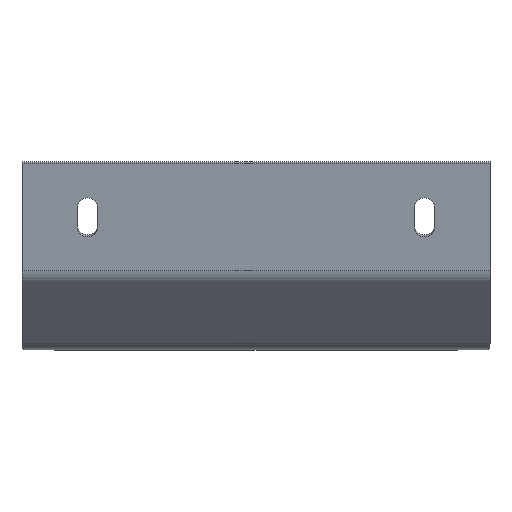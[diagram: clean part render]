
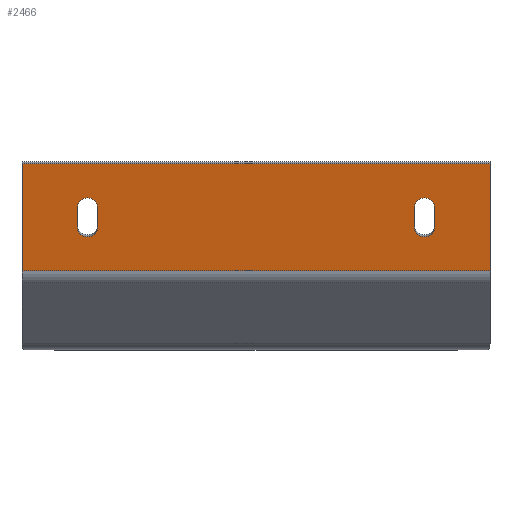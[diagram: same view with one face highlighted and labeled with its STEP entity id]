
A CAD part, top view. The second image highlights one B-rep face of the part: STEP entity #2466.
In plain terms, the highlighted planar face has unit normal (0, -0.174, 0.985).
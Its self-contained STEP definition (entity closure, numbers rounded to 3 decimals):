
#71=FACE_BOUND('',#446,.T.);
#72=FACE_BOUND('',#447,.T.);
#160=CIRCLE('',#2509,5.5);
#162=CIRCLE('',#2513,5.5);
#164=CIRCLE('',#2517,5.5);
#166=CIRCLE('',#2521,5.5);
#294=FACE_OUTER_BOUND('',#445,.T.);
#445=EDGE_LOOP('',(#2184,#2185,#2186,#2187));
#446=EDGE_LOOP('',(#2188,#2189,#2190,#2191));
#447=EDGE_LOOP('',(#2192,#2193,#2194,#2195));
#469=LINE('',#3140,#736);
#474=LINE('',#3153,#741);
#477=LINE('',#3164,#744);
#482=LINE('',#3177,#749);
#705=LINE('',#4213,#972);
#710=LINE('',#4224,#977);
#712=LINE('',#4227,#979);
#713=LINE('',#4229,#980);
#736=VECTOR('',#2631,10.);
#741=VECTOR('',#2644,10.);
#744=VECTOR('',#2655,10.);
#749=VECTOR('',#2668,10.);
#972=VECTOR('',#3053,10.);
#977=VECTOR('',#3062,10.);
#979=VECTOR('',#3066,10.);
#980=VECTOR('',#3069,10.);
#1003=VERTEX_POINT('',#3137);
#1004=VERTEX_POINT('',#3139);
#1006=VERTEX_POINT('',#3145);
#1008=VERTEX_POINT('',#3151);
#1011=VERTEX_POINT('',#3161);
#1012=VERTEX_POINT('',#3163);
#1014=VERTEX_POINT('',#3169);
#1016=VERTEX_POINT('',#3175);
#1212=VERTEX_POINT('',#4207);
#1214=VERTEX_POINT('',#4211);
#1217=VERTEX_POINT('',#4221);
#1218=VERTEX_POINT('',#4223);
#1231=EDGE_CURVE('',#1004,#1003,#469,.T.);
#1235=EDGE_CURVE('',#1003,#1006,#160,.T.);
#1238=EDGE_CURVE('',#1006,#1008,#474,.T.);
#1240=EDGE_CURVE('',#1008,#1004,#162,.T.);
#1243=EDGE_CURVE('',#1012,#1011,#477,.T.);
#1247=EDGE_CURVE('',#1011,#1014,#164,.T.);
#1250=EDGE_CURVE('',#1014,#1016,#482,.T.);
#1252=EDGE_CURVE('',#1016,#1012,#166,.T.);
#1539=EDGE_CURVE('',#1214,#1212,#705,.T.);
#1544=EDGE_CURVE('',#1217,#1218,#710,.T.);
#1546=EDGE_CURVE('',#1218,#1214,#712,.T.);
#1547=EDGE_CURVE('',#1212,#1217,#713,.T.);
#2184=ORIENTED_EDGE('',*,*,#1547,.F.);
#2185=ORIENTED_EDGE('',*,*,#1539,.F.);
#2186=ORIENTED_EDGE('',*,*,#1546,.F.);
#2187=ORIENTED_EDGE('',*,*,#1544,.F.);
#2188=ORIENTED_EDGE('',*,*,#1231,.T.);
#2189=ORIENTED_EDGE('',*,*,#1235,.T.);
#2190=ORIENTED_EDGE('',*,*,#1238,.T.);
#2191=ORIENTED_EDGE('',*,*,#1240,.T.);
#2192=ORIENTED_EDGE('',*,*,#1243,.T.);
#2193=ORIENTED_EDGE('',*,*,#1247,.T.);
#2194=ORIENTED_EDGE('',*,*,#1250,.T.);
#2195=ORIENTED_EDGE('',*,*,#1252,.T.);
#2353=PLANE('',#2603);
#2466=ADVANCED_FACE('',(#294,#71,#72),#2353,.T.);
#2509=AXIS2_PLACEMENT_3D('',#3147,#2638,#2639);
#2513=AXIS2_PLACEMENT_3D('',#3156,#2649,#2650);
#2517=AXIS2_PLACEMENT_3D('',#3171,#2662,#2663);
#2521=AXIS2_PLACEMENT_3D('',#3180,#2673,#2674);
#2603=AXIS2_PLACEMENT_3D('',#4228,#3067,#3068);
#2631=DIRECTION('',(0.,-0.985,-0.174));
#2638=DIRECTION('center_axis',(0.,0.174,-0.985));
#2639=DIRECTION('ref_axis',(-1.,0.,0.));
#2644=DIRECTION('',(0.,0.985,0.174));
#2649=DIRECTION('center_axis',(0.,0.174,-0.985));
#2650=DIRECTION('ref_axis',(1.,0.,0.));
#2655=DIRECTION('',(0.,0.985,0.174));
#2662=DIRECTION('center_axis',(0.,0.174,-0.985));
#2663=DIRECTION('ref_axis',(1.,0.,0.));
#2668=DIRECTION('',(0.,-0.985,-0.174));
#2673=DIRECTION('center_axis',(0.,0.174,-0.985));
#2674=DIRECTION('ref_axis',(-1.,0.,0.));
#3053=DIRECTION('',(0.,-0.985,-0.174));
#3062=DIRECTION('',(0.,0.985,0.174));
#3066=DIRECTION('',(1.,0.,0.));
#3067=DIRECTION('center_axis',(0.,-0.174,0.985));
#3068=DIRECTION('ref_axis',(1.,0.,0.));
#3069=DIRECTION('',(-1.,0.,0.));
#3137=CARTESIAN_POINT('',(95.5,59.796,-9.243));
#3139=CARTESIAN_POINT('',(95.5,69.644,-7.506));
#3140=CARTESIAN_POINT('',(95.5,61.827,-8.884));
#3145=CARTESIAN_POINT('',(84.5,59.796,-9.243));
#3147=CARTESIAN_POINT('Origin',(90.,59.796,-9.243));
#3151=CARTESIAN_POINT('',(84.5,69.644,-7.506));
#3153=CARTESIAN_POINT('',(84.5,66.751,-8.016));
#3156=CARTESIAN_POINT('Origin',(90.,69.644,-7.506));
#3161=CARTESIAN_POINT('',(-95.5,69.644,-7.506));
#3163=CARTESIAN_POINT('',(-95.5,59.796,-9.243));
#3164=CARTESIAN_POINT('',(-95.5,66.751,-8.016));
#3169=CARTESIAN_POINT('',(-84.5,69.644,-7.506));
#3171=CARTESIAN_POINT('Origin',(-90.,69.644,-7.506));
#3175=CARTESIAN_POINT('',(-84.5,59.796,-9.243));
#3177=CARTESIAN_POINT('',(-84.5,61.827,-8.884));
#3180=CARTESIAN_POINT('Origin',(-90.,59.796,-9.243));
#4207=CARTESIAN_POINT('',(125.,36.177,-13.407));
#4211=CARTESIAN_POINT('',(125.,93.402,-3.317));
#4213=CARTESIAN_POINT('',(125.,93.402,-3.317));
#4221=CARTESIAN_POINT('',(-125.,36.177,-13.407));
#4223=CARTESIAN_POINT('',(-125.,93.402,-3.317));
#4224=CARTESIAN_POINT('',(-125.,34.313,-13.736));
#4227=CARTESIAN_POINT('',(-125.,93.402,-3.317));
#4228=CARTESIAN_POINT('Origin',(0.,63.858,-8.526));
#4229=CARTESIAN_POINT('',(-125.,36.177,-13.407));
